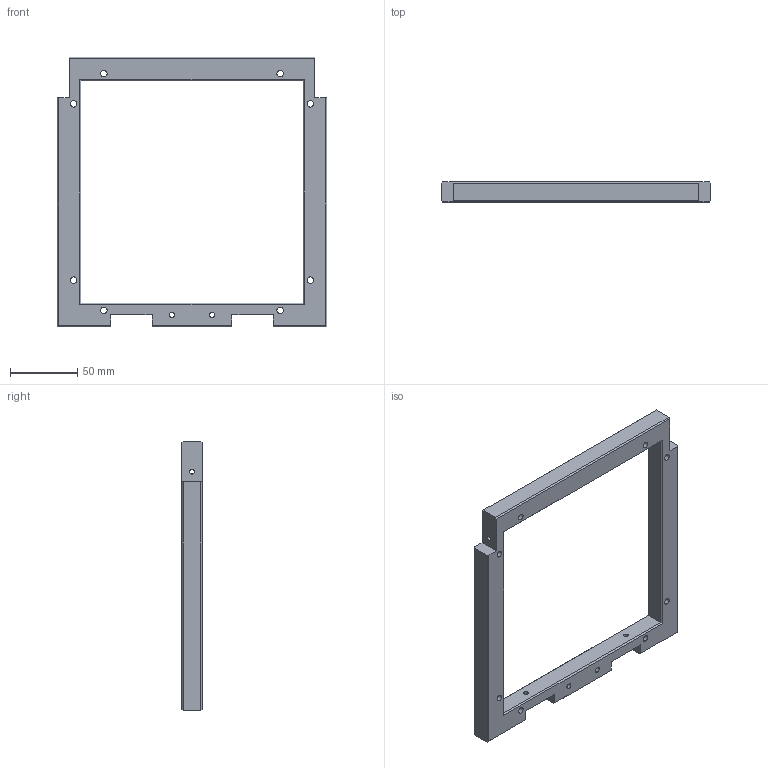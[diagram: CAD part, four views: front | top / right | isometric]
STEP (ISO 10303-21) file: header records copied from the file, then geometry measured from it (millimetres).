
FILE_DESCRIPTION (( 'STEP AP214' ), '1' );
FILE_NAME ('Base Frame.STEP', '2023-01-16T21:33:08', ( '' ), ( '' ), 'SwSTEP 2.0', 'SolidWorks 2020', '' );
FILE_SCHEMA (( 'AUTOMOTIVE_DESIGN' ));
Length unit declared in the file: millimetre
Products named in the file (1): Base Frame
Bounding box: 200 x 15 x 200 mm (x, y, z)
Volume: 171509.7 mm3; surface area: 46454.3 mm2
Topology: 1 solids, 1 shells, 70 faces, 192 edges, 124 vertices
Faces by surface type: plane 42, cylinder 28
Entity records: 2310 total; most frequent: DIRECTION 390, CARTESIAN_POINT 387, ORIENTED_EDGE 384, EDGE_CURVE 192, LINE 136, VECTOR 136, AXIS2_PLACEMENT_3D 127, VERTEX_POINT 124
